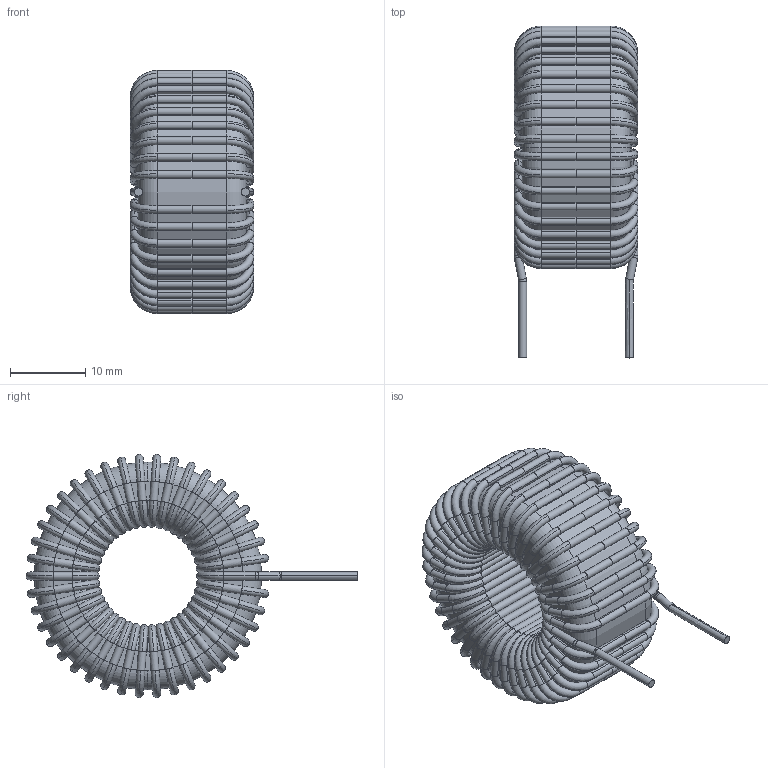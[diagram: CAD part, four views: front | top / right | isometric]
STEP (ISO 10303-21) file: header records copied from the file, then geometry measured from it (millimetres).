
FILE_DESCRIPTION (( 'STEP AP214' ), '1' );
FILE_NAME ('HCTI-270-5.5.STEP', '2023-01-25T19:09:29', ( '' ), ( '' ), 'SwSTEP 2.0', 'SolidWorks 2021', '' );
FILE_SCHEMA (( 'AUTOMOTIVE_DESIGN' ));
Length unit declared in the file: inch
Products named in the file (1): HCTI-270-5.5
Bounding box: 16.51 x 44.26 x 32.42 mm (x, y, z)
Volume: 9060.7 mm3; surface area: 8929.1 mm2
Topology: 45 solids, 45 shells, 782 faces, 2216 edges, 1442 vertices
Faces by surface type: cylinder 426, torus 346, plane 8, bspline 2
Entity records: 37018 total; most frequent: DIRECTION 5564, CARTESIAN_POINT 4725, ORIENTED_EDGE 4432, AXIS2_PLACEMENT_3D 2569, EDGE_CURVE 2216, CIRCLE 1788, VERTEX_POINT 1442, DIMENSIONAL_EXPONENTS 785
